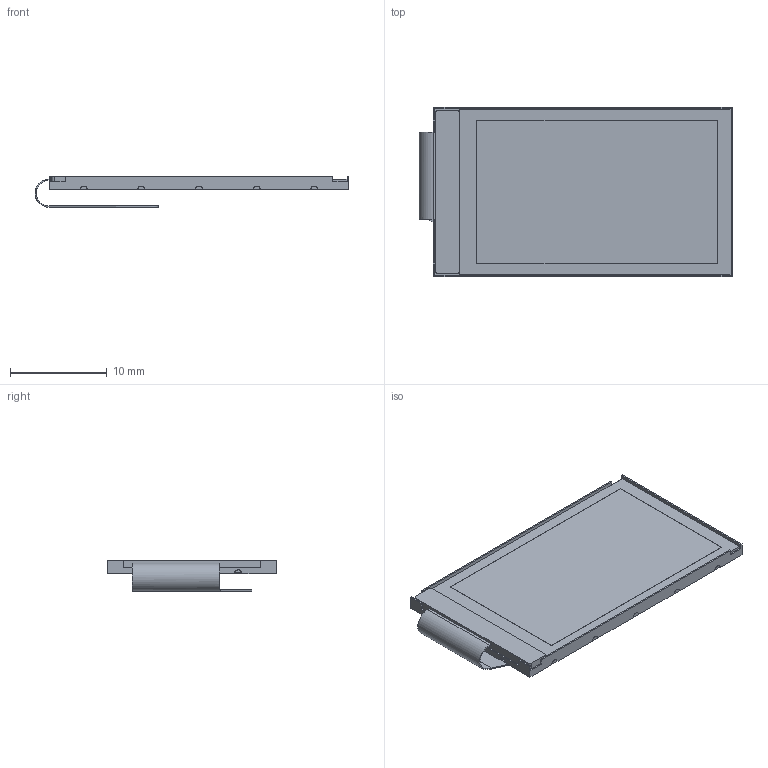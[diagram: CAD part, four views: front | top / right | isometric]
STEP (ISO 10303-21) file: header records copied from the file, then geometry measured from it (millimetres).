
FILE_DESCRIPTION(/* description */ ('Unknown'),/* implementation_level */ '2;1');
FILE_NAME(/* name */ '1.14 TFT IPS - 13P - Reverse Mount',/* time_stamp */ '2019-10-09T17:36:04-04:00',/* author */ ('John Loeffler'),/* organization */ ('Unknown'),/* preprocessor_version */ 'ST-DEVELOPER v16.7',/* originating_system */ 'DEX',/* authorisation */ $);
FILE_SCHEMA (('AUTOMOTIVE_DESIGN {1 0 10303 214 3 1 1}'));
Length unit declared in the file: millimetre
Products named in the file (1): 1.14 TFT IPS - 13P - Reverse Mount
Bounding box: 32.49 x 17.55 x 3.2 mm (x, y, z)
Volume: 619.2 mm3; surface area: 1792.6 mm2
Topology: 1 solids, 20 shells, 618 faces, 1594 edges, 1050 vertices
Faces by surface type: plane 463, cylinder 82, bspline 73
Full cylindrical faces by diameter (mm): 0.762 x4, 1 x2
Entity records: 25307 total; most frequent: CARTESIAN_POINT 7086, ORIENTED_EDGE 3152, DIRECTION 2288, EDGE_CURVE 1576, VERTEX_POINT 1048, LINE 872, VECTOR 872, AXIS2_PLACEMENT_3D 708
